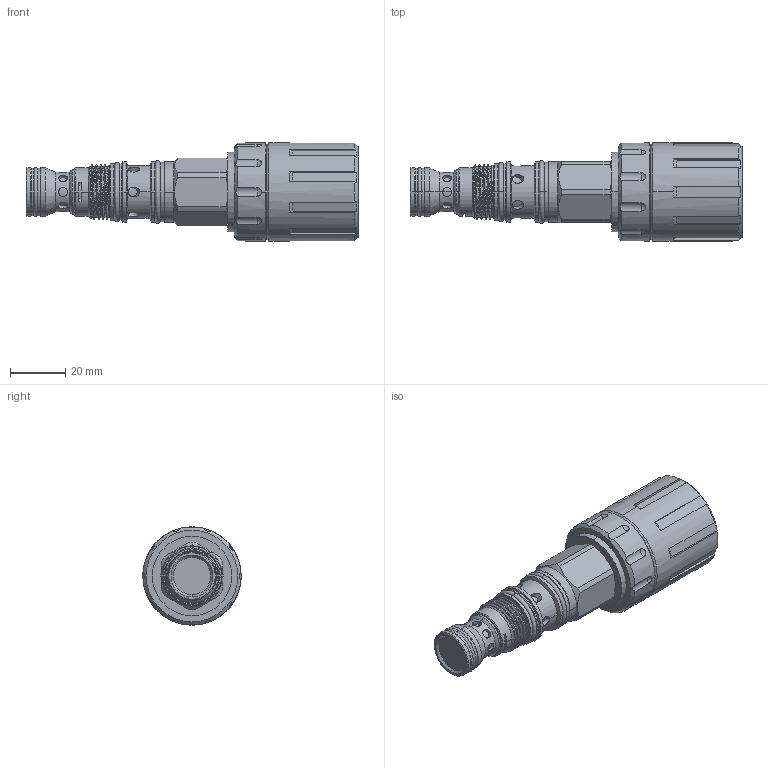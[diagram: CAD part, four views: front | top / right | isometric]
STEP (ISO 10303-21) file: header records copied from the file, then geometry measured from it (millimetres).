
FILE_DESCRIPTION (( 'STEP AP203' ), '1' );
FILE_NAME ('DT11A3A14RA.STEP', '2025-02-07T03:28:48', ( '' ), ( '' ), 'SwSTEP 2.0', 'SolidWorks 2018', '' );
FILE_SCHEMA (( 'CONFIG_CONTROL_DESIGN' ));
Length unit declared in the file: millimetre
Products named in the file (1): DT11A3A14RA
Bounding box: 120.35 x 35.6 x 35.6 mm (x, y, z)
Volume: 67266.1 mm3; surface area: 13957.1 mm2
Topology: 1 solids, 1 shells, 382 faces, 947 edges, 612 vertices
Faces by surface type: plane 155, cylinder 152, cone 50, sphere 10, torus 8, bspline 7
Entity records: 14984 total; most frequent: CARTESIAN_POINT 6030, ORIENTED_EDGE 1894, DIRECTION 1759, EDGE_CURVE 947, AXIS2_PLACEMENT_3D 641, VERTEX_POINT 612, VECTOR 477, LINE 477
